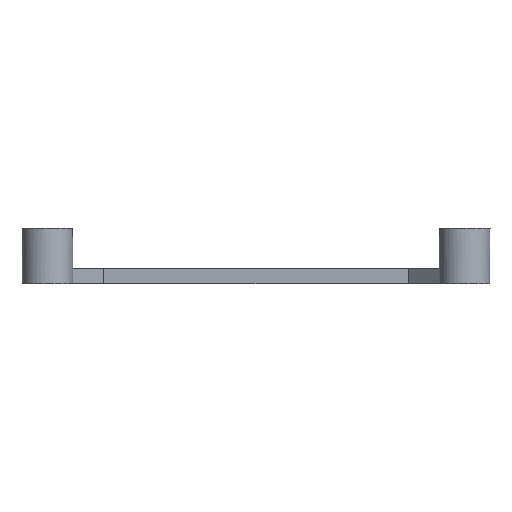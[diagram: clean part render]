
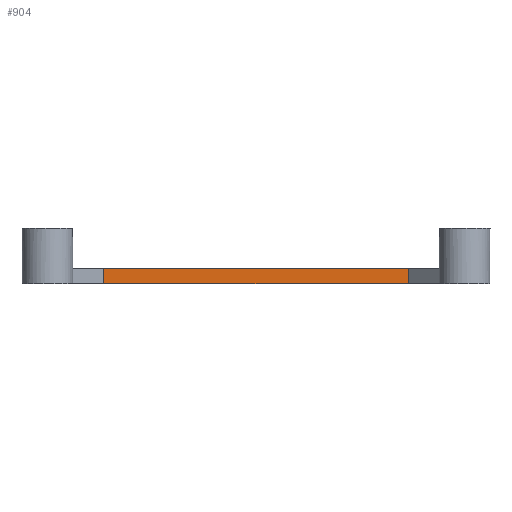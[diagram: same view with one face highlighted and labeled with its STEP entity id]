
A CAD part, left-side view. The second image highlights one B-rep face of the part: STEP entity #904.
In plain terms, the highlighted planar face has unit normal (-1, 0, 0).
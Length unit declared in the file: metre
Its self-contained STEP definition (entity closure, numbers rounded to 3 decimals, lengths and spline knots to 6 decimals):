
#48=LINE('',#1389,#128);
#62=LINE('',#1425,#142);
#63=LINE('',#1427,#143);
#64=LINE('',#1429,#144);
#128=VECTOR('',#1101,1.);
#142=VECTOR('',#1131,1.);
#143=VECTOR('',#1134,1.);
#144=VECTOR('',#1135,1.);
#244=ORIENTED_EDGE('',*,*,#481,.T.);
#245=ORIENTED_EDGE('',*,*,#482,.F.);
#246=ORIENTED_EDGE('',*,*,#462,.F.);
#247=ORIENTED_EDGE('',*,*,#480,.T.);
#462=EDGE_CURVE('',#584,#585,#48,.T.);
#480=EDGE_CURVE('',#584,#598,#62,.T.);
#481=EDGE_CURVE('',#598,#599,#63,.T.);
#482=EDGE_CURVE('',#585,#599,#64,.T.);
#584=VERTEX_POINT('',#1388);
#585=VERTEX_POINT('',#1390);
#598=VERTEX_POINT('',#1424);
#599=VERTEX_POINT('',#1428);
#700=EDGE_LOOP('',(#244,#245,#246,#247));
#788=FACE_BOUND('',#700,.T.);
#869=PLANE('',#984);
#904=ADVANCED_FACE('',(#788),#869,.F.);
#984=AXIS2_PLACEMENT_3D('',#1426,#1132,#1133);
#1101=DIRECTION('',(0.,-1.,0.));
#1131=DIRECTION('',(0.,0.,-1.));
#1132=DIRECTION('',(1.,0.,0.));
#1133=DIRECTION('',(0.,0.,-1.));
#1134=DIRECTION('',(0.,-1.,0.));
#1135=DIRECTION('',(0.,0.,-1.));
#1388=CARTESIAN_POINT('',(-0.033457,0.029921,0.003));
#1389=CARTESIAN_POINT('',(-0.033457,0.,0.003));
#1390=CARTESIAN_POINT('',(-0.033457,-0.029921,0.003));
#1424=CARTESIAN_POINT('',(-0.033457,0.029921,0.));
#1425=CARTESIAN_POINT('',(-0.033457,0.029921,0.003));
#1426=CARTESIAN_POINT('',(-0.033457,0.,0.003));
#1427=CARTESIAN_POINT('',(-0.033457,0.,0.));
#1428=CARTESIAN_POINT('',(-0.033457,-0.029921,0.));
#1429=CARTESIAN_POINT('',(-0.033457,-0.029921,0.003));
